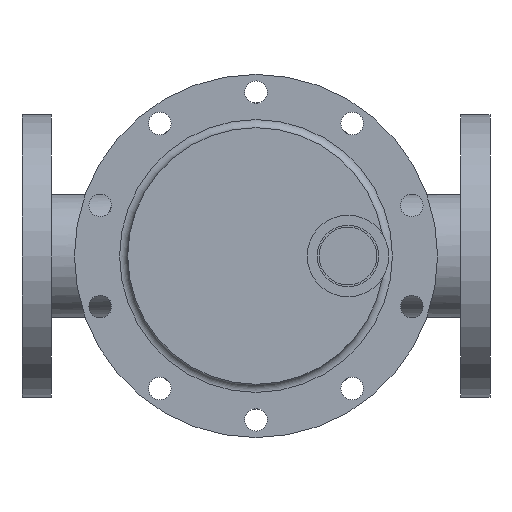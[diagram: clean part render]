
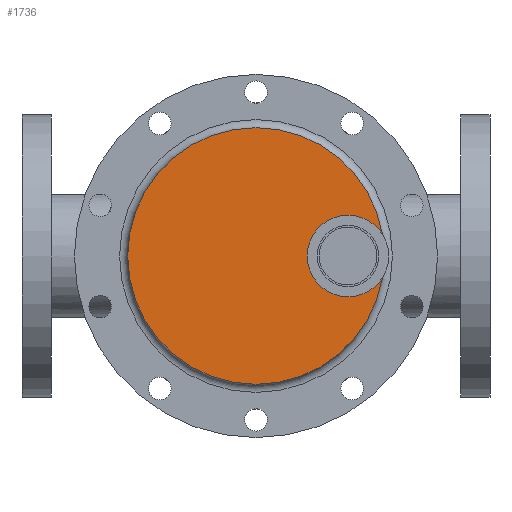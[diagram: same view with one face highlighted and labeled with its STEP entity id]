
A CAD part, left-side view. The second image highlights one B-rep face of the part: STEP entity #1736.
In plain terms, the highlighted planar face has unit normal (-1, 0, 0).
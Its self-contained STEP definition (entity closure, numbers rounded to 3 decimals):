
#134=FACE_BOUND('',#453,.T.);
#154=PLANE('',#1995);
#246=FACE_OUTER_BOUND('',#452,.T.);
#452=EDGE_LOOP('',(#1524));
#453=EDGE_LOOP('',(#1525));
#751=CIRCLE('',#1990,79.5);
#755=CIRCLE('',#1996,19.05);
#901=VERTEX_POINT('',#3258);
#904=VERTEX_POINT('',#3268);
#1110=EDGE_CURVE('',#901,#901,#751,.T.);
#1115=EDGE_CURVE('',#904,#904,#755,.T.);
#1524=ORIENTED_EDGE('',*,*,#1110,.T.);
#1525=ORIENTED_EDGE('',*,*,#1115,.T.);
#1736=ADVANCED_FACE('',(#246,#134),#154,.T.);
#1990=AXIS2_PLACEMENT_3D('',#3259,#2503,#2504);
#1995=AXIS2_PLACEMENT_3D('',#3267,#2514,#2515);
#1996=AXIS2_PLACEMENT_3D('',#3269,#2516,#2517);
#2503=DIRECTION('center_axis',(-1.,0.,0.));
#2504=DIRECTION('ref_axis',(0.,0.,1.));
#2514=DIRECTION('center_axis',(-1.,0.,0.));
#2515=DIRECTION('ref_axis',(0.,0.,1.));
#2516=DIRECTION('center_axis',(1.,0.,0.));
#2517=DIRECTION('ref_axis',(0.,-1.,0.));
#3258=CARTESIAN_POINT('',(-1036.,-79.5,0.));
#3259=CARTESIAN_POINT('Origin',(-1036.,0.,0.));
#3267=CARTESIAN_POINT('Origin',(-1036.,0.,0.));
#3268=CARTESIAN_POINT('',(-1036.,-37.95,0.));
#3269=CARTESIAN_POINT('Origin',(-1036.,-57.,0.));
